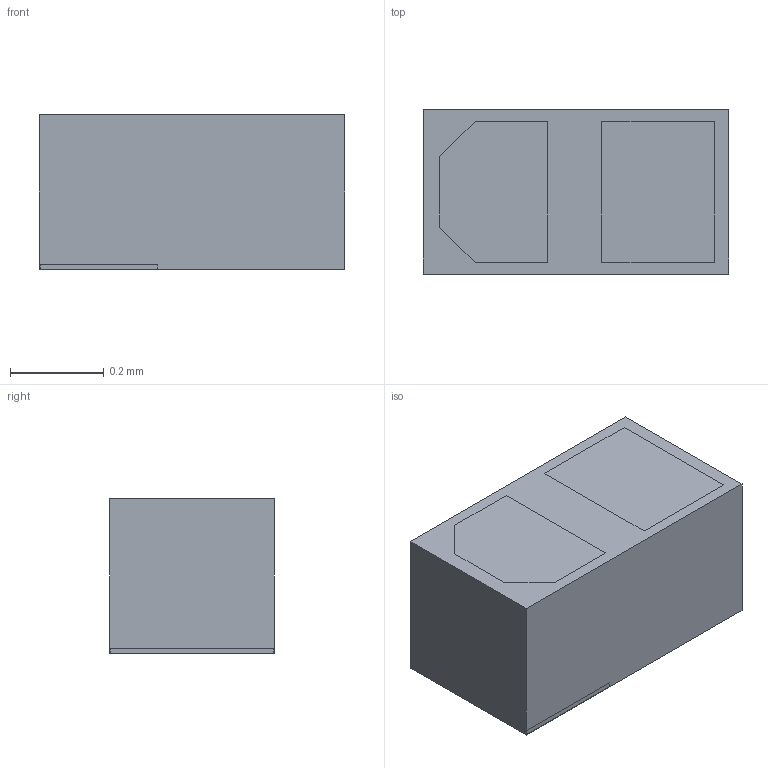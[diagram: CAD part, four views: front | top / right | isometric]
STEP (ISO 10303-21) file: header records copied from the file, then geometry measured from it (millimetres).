
FILE_DESCRIPTION (( 'STEP AP214' ), '1' );
FILE_NAME ('ESDALC6V1-1U2.STEP', '2021-12-24T09:54:59', ( '' ), ( '' ), 'SwSTEP 2.0', 'SolidWorks 2018', '' );
FILE_SCHEMA (( 'AUTOMOTIVE_DESIGN' ));
Length unit declared in the file: millimetre
Products named in the file (1): ESDALC6V1-1U2
Bounding box: 0.65 x 0.35 x 0.33 mm (x, y, z)
Volume: 0.1 mm3; surface area: 2 mm2
Topology: 4 solids, 4 shells, 43 faces, 96 edges, 64 vertices
Faces by surface type: plane 43
Entity records: 1517 total; most frequent: CARTESIAN_POINT 204, ORIENTED_EDGE 192, DIRECTION 184, VECTOR 96, EDGE_CURVE 96, LINE 96, VERTEX_POINT 64, EDGE_LOOP 46
